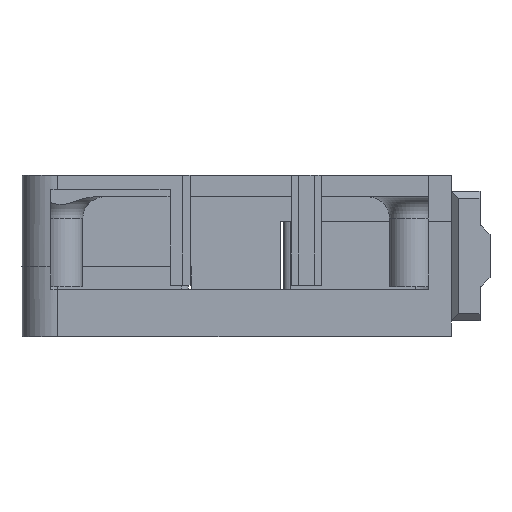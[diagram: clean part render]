
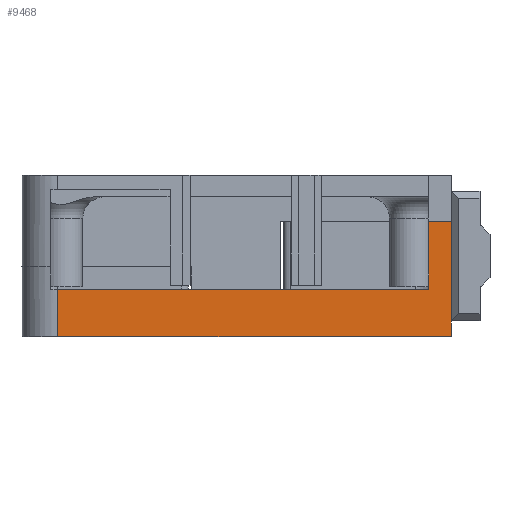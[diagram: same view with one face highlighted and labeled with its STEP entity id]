
A CAD part, front view. The second image highlights one B-rep face of the part: STEP entity #9468.
In plain terms, the highlighted planar face has unit normal (0, -1, 0).
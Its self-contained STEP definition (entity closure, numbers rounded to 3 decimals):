
#846=FACE_OUTER_BOUND('',#1393,.T.);
#1393=EDGE_LOOP('',(#7346,#7347,#7348,#7349,#7350,#7351,#7352,#7353));
#1797=LINE('',#13493,#2826);
#2181=LINE('',#14876,#3210);
#2250=LINE('',#15114,#3279);
#2257=LINE('',#15127,#3286);
#2260=LINE('',#15133,#3289);
#2263=LINE('',#15139,#3292);
#2268=LINE('',#15154,#3297);
#2271=LINE('',#15159,#3300);
#2826=VECTOR('',#10761,10.);
#3210=VECTOR('',#11679,10.);
#3279=VECTOR('',#11872,10.);
#3286=VECTOR('',#11889,10.);
#3289=VECTOR('',#11894,10.);
#3292=VECTOR('',#11899,10.);
#3297=VECTOR('',#11914,10.);
#3300=VECTOR('',#11921,10.);
#3853=VERTEX_POINT('',#13490);
#3854=VERTEX_POINT('',#13492);
#4223=VERTEX_POINT('',#14873);
#4224=VERTEX_POINT('',#14875);
#4331=VERTEX_POINT('',#15112);
#4334=VERTEX_POINT('',#15131);
#4336=VERTEX_POINT('',#15137);
#4341=VERTEX_POINT('',#15152);
#4786=EDGE_CURVE('',#3854,#3853,#1797,.T.);
#5310=EDGE_CURVE('',#4224,#4223,#2181,.T.);
#5429=EDGE_CURVE('',#4223,#4331,#2250,.T.);
#5436=EDGE_CURVE('',#4331,#3854,#2257,.T.);
#5439=EDGE_CURVE('',#3853,#4334,#2260,.T.);
#5442=EDGE_CURVE('',#4334,#4336,#2263,.T.);
#5450=EDGE_CURVE('',#4336,#4341,#2268,.T.);
#5453=EDGE_CURVE('',#4224,#4341,#2271,.T.);
#7346=ORIENTED_EDGE('',*,*,#4786,.T.);
#7347=ORIENTED_EDGE('',*,*,#5439,.T.);
#7348=ORIENTED_EDGE('',*,*,#5442,.T.);
#7349=ORIENTED_EDGE('',*,*,#5450,.T.);
#7350=ORIENTED_EDGE('',*,*,#5453,.F.);
#7351=ORIENTED_EDGE('',*,*,#5310,.T.);
#7352=ORIENTED_EDGE('',*,*,#5429,.T.);
#7353=ORIENTED_EDGE('',*,*,#5436,.T.);
#9091=PLANE('',#10169);
#9468=ADVANCED_FACE('',(#846),#9091,.T.);
#10169=AXIS2_PLACEMENT_3D('',#15158,#11919,#11920);
#10761=DIRECTION('',(-1.,0.,0.));
#11679=DIRECTION('',(1.,0.,0.));
#11872=DIRECTION('',(0.,0.,1.));
#11889=DIRECTION('',(0.,0.,1.));
#11894=DIRECTION('',(0.,0.,-1.));
#11899=DIRECTION('',(0.,0.,-1.));
#11914=DIRECTION('',(-1.,0.,0.));
#11919=DIRECTION('center_axis',(0.,-1.,0.));
#11920=DIRECTION('ref_axis',(1.,0.,0.));
#11921=DIRECTION('',(0.,0.,1.));
#13490=CARTESIAN_POINT('',(-7.2,16.,16.2));
#13492=CARTESIAN_POINT('',(-4.,16.,16.2));
#13493=CARTESIAN_POINT('',(-46.65,16.,16.2));
#14873=CARTESIAN_POINT('',(-4.,16.,0.));
#14875=CARTESIAN_POINT('',(-59.2,16.,0.));
#14876=CARTESIAN_POINT('',(-59.2,16.,0.));
#15112=CARTESIAN_POINT('',(-4.,16.,2.2));
#15114=CARTESIAN_POINT('',(-4.,16.,0.));
#15127=CARTESIAN_POINT('',(-4.,16.,0.));
#15131=CARTESIAN_POINT('',(-7.2,16.,9.8));
#15133=CARTESIAN_POINT('',(-7.2,16.,15.));
#15137=CARTESIAN_POINT('',(-7.2,16.,6.6));
#15139=CARTESIAN_POINT('',(-7.2,16.,4.9));
#15152=CARTESIAN_POINT('',(-59.2,16.,6.6));
#15154=CARTESIAN_POINT('',(-33.2,16.,6.6));
#15158=CARTESIAN_POINT('Origin',(-59.2,16.,0.));
#15159=CARTESIAN_POINT('',(-59.2,16.,0.));
